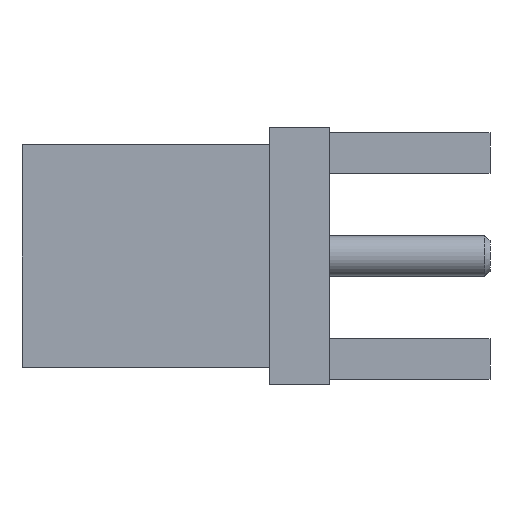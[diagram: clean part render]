
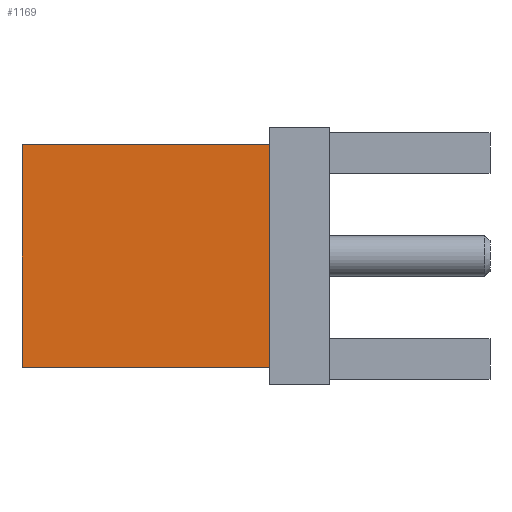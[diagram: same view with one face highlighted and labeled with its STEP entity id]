
A CAD part, front view. The second image highlights one B-rep face of the part: STEP entity #1169.
In plain terms, the highlighted planar face has unit normal (0, -1, 0).
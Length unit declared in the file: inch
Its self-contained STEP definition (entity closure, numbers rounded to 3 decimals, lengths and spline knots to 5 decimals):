
#27 = VERTEX_POINT ( 'NONE', #1282 ) ;
#160 = FACE_OUTER_BOUND ( 'NONE', #1027, .T. ) ;
#183 = VERTEX_POINT ( 'NONE', #1668 ) ;
#227 = VECTOR ( 'NONE', #941, 39.37008 ) ;
#238 = DIRECTION ( 'NONE',  ( 0., 0., 1. ) ) ;
#239 = VECTOR ( 'NONE', #686, 39.37008 ) ;
#249 = LINE ( 'NONE', #1520, #1838 ) ;
#267 = VERTEX_POINT ( 'NONE', #1075 ) ;
#269 = CARTESIAN_POINT ( 'NONE',  ( 0.12, -0.10827, 0.10827 ) ) ;
#278 = VERTEX_POINT ( 'NONE', #1213 ) ;
#309 = CARTESIAN_POINT ( 'NONE',  ( 0.12, -0.10827, -0.10827 ) ) ;
#524 = ORIENTED_EDGE ( 'NONE', *, *, #1704, .F. ) ;
#536 = EDGE_CURVE ( 'NONE', #278, #183, #607, .T. ) ;
#607 = LINE ( 'NONE', #269, #239 ) ;
#686 = DIRECTION ( 'NONE',  ( -1., 0., 0. ) ) ;
#705 = AXIS2_PLACEMENT_3D ( 'NONE', #938, #1789, #1793 ) ;
#819 = LINE ( 'NONE', #309, #1281 ) ;
#834 = ORIENTED_EDGE ( 'NONE', *, *, #536, .T. ) ;
#873 = ORIENTED_EDGE ( 'NONE', *, *, #1571, .T. ) ;
#938 = CARTESIAN_POINT ( 'NONE',  ( 0.12, -0.10827, -0.10827 ) ) ;
#941 = DIRECTION ( 'NONE',  ( 0., 0., 1. ) ) ;
#1027 = EDGE_LOOP ( 'NONE', ( #1266, #524, #873, #834 ) ) ;
#1058 = PLANE ( 'NONE',  #705 ) ;
#1075 = CARTESIAN_POINT ( 'NONE',  ( 0.12, -0.10827, -0.10827 ) ) ;
#1130 = DIRECTION ( 'NONE',  ( -1., 0., 0. ) ) ;
#1169 = ADVANCED_FACE ( 'NONE', ( #160 ), #1058, .T. ) ;
#1213 = CARTESIAN_POINT ( 'NONE',  ( 0.12, -0.10827, 0.10827 ) ) ;
#1242 = LINE ( 'NONE', #1516, #227 ) ;
#1266 = ORIENTED_EDGE ( 'NONE', *, *, #1615, .F. ) ;
#1281 = VECTOR ( 'NONE', #1130, 39.37008 ) ;
#1282 = CARTESIAN_POINT ( 'NONE',  ( -0.12, -0.10827, -0.10827 ) ) ;
#1516 = CARTESIAN_POINT ( 'NONE',  ( -0.12, -0.10827, -0.10827 ) ) ;
#1520 = CARTESIAN_POINT ( 'NONE',  ( 0.12, -0.10827, -0.10827 ) ) ;
#1571 = EDGE_CURVE ( 'NONE', #267, #278, #249, .T. ) ;
#1615 = EDGE_CURVE ( 'NONE', #27, #183, #1242, .T. ) ;
#1668 = CARTESIAN_POINT ( 'NONE',  ( -0.12, -0.10827, 0.10827 ) ) ;
#1704 = EDGE_CURVE ( 'NONE', #267, #27, #819, .T. ) ;
#1789 = DIRECTION ( 'NONE',  ( 0., -1., 0. ) ) ;
#1793 = DIRECTION ( 'NONE',  ( 0., 0., -1. ) ) ;
#1838 = VECTOR ( 'NONE', #238, 39.37008 ) ;
